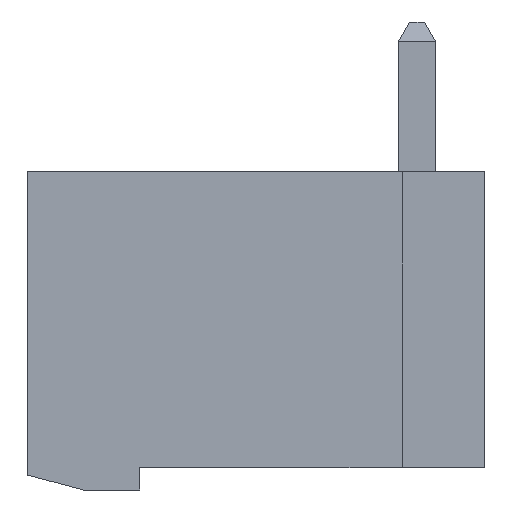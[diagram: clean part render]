
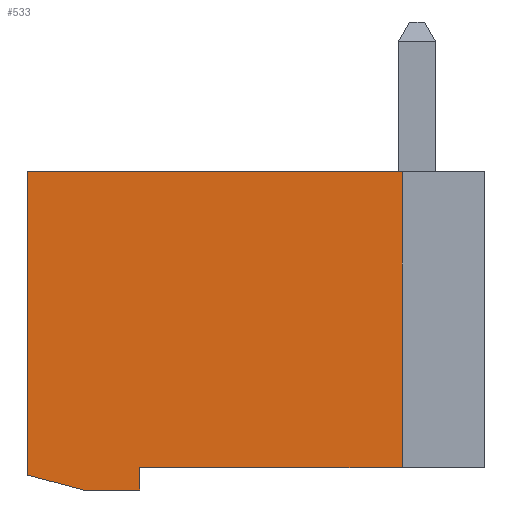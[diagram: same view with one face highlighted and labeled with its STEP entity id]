
A CAD part, front view. The second image highlights one B-rep face of the part: STEP entity #533.
In plain terms, the highlighted planar face has unit normal (0, -1, 0).
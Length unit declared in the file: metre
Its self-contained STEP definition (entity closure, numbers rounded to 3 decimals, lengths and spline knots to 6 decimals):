
#533=ADVANCED_FACE('',(#1218),#1219,.F.);
#1218=FACE_OUTER_BOUND('',#2060,.T.);
#1219=PLANE('',#2061);
#2060=EDGE_LOOP('',(#3646,#3647,#3648,#3649,#3650,#3651,#3652));
#2061=AXIS2_PLACEMENT_3D('',#3653,#3654,#3655);
#3646=ORIENTED_EDGE('',*,*,#5112,.T.);
#3647=ORIENTED_EDGE('',*,*,#5527,.T.);
#3648=ORIENTED_EDGE('',*,*,#5132,.T.);
#3649=ORIENTED_EDGE('',*,*,#5015,.T.);
#3650=ORIENTED_EDGE('',*,*,#5528,.T.);
#3651=ORIENTED_EDGE('',*,*,#5120,.T.);
#3652=ORIENTED_EDGE('',*,*,#5293,.T.);
#3653=CARTESIAN_POINT('',(-0.0066,-0.00896,0.0698));
#3654=DIRECTION('',(0.0,1.0,0.0));
#3655=DIRECTION('',(0.,0.0,1.0));
#5015=EDGE_CURVE('',#6023,#6021,#6024,.T.);
#5112=EDGE_CURVE('',#6147,#6196,#6198,.T.);
#5120=EDGE_CURVE('',#6212,#6210,#6213,.T.);
#5132=EDGE_CURVE('',#6230,#6023,#6231,.T.);
#5293=EDGE_CURVE('',#6210,#6147,#6495,.T.);
#5527=EDGE_CURVE('',#6196,#6230,#6835,.T.);
#5528=EDGE_CURVE('',#6021,#6212,#6836,.T.);
#6021=VERTEX_POINT('',#7451);
#6023=VERTEX_POINT('',#7454);
#6024=LINE('',#7455,#7456);
#6147=VERTEX_POINT('',#7628);
#6196=VERTEX_POINT('',#7702);
#6198=LINE('',#7705,#7706);
#6210=VERTEX_POINT('',#7722);
#6212=VERTEX_POINT('',#7725);
#6213=LINE('',#7726,#7727);
#6230=VERTEX_POINT('',#7754);
#6231=LINE('',#7755,#7756);
#6495=LINE('',#8153,#8154);
#6835=LINE('',#8659,#8660);
#6836=LINE('',#8661,#8662);
#7451=CARTESIAN_POINT('',(-0.0096,-0.00896,0.0703));
#7454=CARTESIAN_POINT('',(-0.0096,-0.00896,0.0784));
#7455=CARTESIAN_POINT('',(-0.0096,-0.00896,0.0702));
#7456=VECTOR('',#9314,1.0);
#7628=CARTESIAN_POINT('',(-0.0066,-0.00896,0.0705));
#7702=CARTESIAN_POINT('',(0.0004,-0.00896,0.0705));
#7705=CARTESIAN_POINT('',(0.0002,-0.00896,0.0705));
#7706=VECTOR('',#9414,1.0);
#7722=CARTESIAN_POINT('',(-0.0066,-0.00896,0.0699));
#7725=CARTESIAN_POINT('',(-0.008107,-0.00896,0.0699));
#7726=CARTESIAN_POINT('',(-0.0066,-0.00896,0.0699));
#7727=VECTOR('',#9420,1.0);
#7754=CARTESIAN_POINT('',(0.0004,-0.00896,0.0784));
#7755=CARTESIAN_POINT('',(-0.0096,-0.00896,0.0784));
#7756=VECTOR('',#9428,1.0);
#8153=CARTESIAN_POINT('',(-0.0066,-0.00896,0.0703));
#8154=VECTOR('',#9568,1.0);
#8659=CARTESIAN_POINT('',(0.0004,-0.00896,0.0784));
#8660=VECTOR('',#9761,1.0);
#8661=CARTESIAN_POINT('',(-0.008107,-0.00896,0.0699));
#8662=VECTOR('',#9762,1.0);
#9314=DIRECTION('',(0.,0.0,-1.0));
#9414=DIRECTION('',(1.0,0.0,0.));
#9420=DIRECTION('',(1.0,0.0,0.));
#9428=DIRECTION('',(-1.0,0.0,0.));
#9568=DIRECTION('',(0.,0.0,1.0));
#9761=DIRECTION('',(0.,0.0,1.0));
#9762=DIRECTION('',(0.966,0.0,-0.259));
